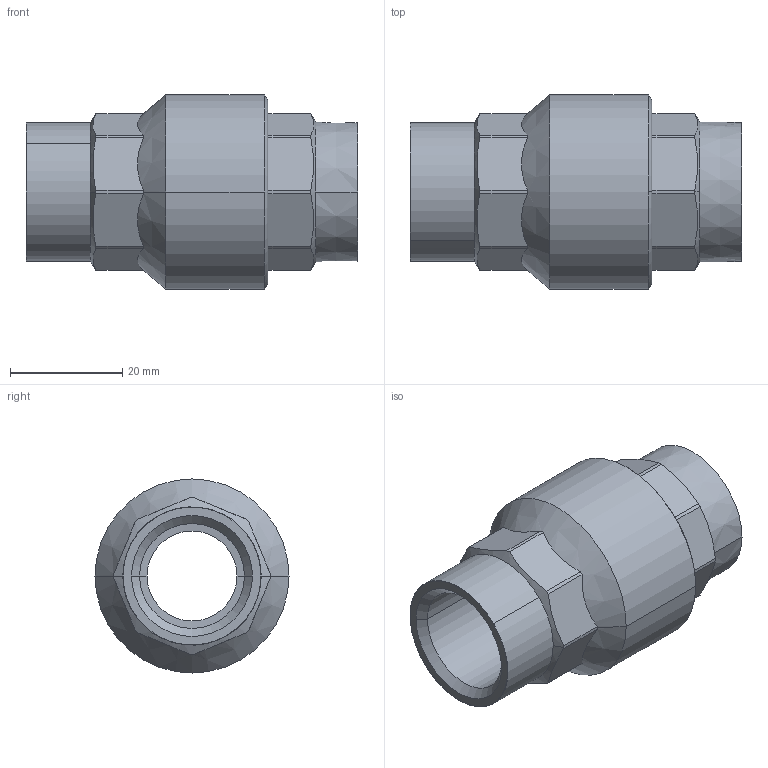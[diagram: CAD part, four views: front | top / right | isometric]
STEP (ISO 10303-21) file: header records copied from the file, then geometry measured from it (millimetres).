
FILE_DESCRIPTION(('Creo Elements/Direct Modeling STEP Export'),'2;1');
FILE_NAME('10000004.stp','2020-12-10T15:53:35',(''),(''),'Creo Elements/Direct Modeling STEP processor for AP214 (Solid Model)','Creo Elements/Direct Modeling 20.1A 29-Sep-2018 (C) Parametric Technology GmbH','');
FILE_SCHEMA(('AUTOMOTIVE_DESIGN { 1 0 10303 214 1 1 1 1 }'));
Length unit declared in the file: millimetre
Products named in the file (2): 10000004
Assembly tree (1 placements, depth 2):
  10000004
    10000004
Bounding box: 59 x 34.5 x 34.5 mm (x, y, z)
Volume: 24446.1 mm3; surface area: 9622.4 mm2
Topology: 1 solids, 2 shells, 71 faces, 184 edges, 118 vertices
Faces by surface type: cylinder 26, cone 22, plane 21, torus 2
Entity records: 3218 total; most frequent: CARTESIAN_POINT 1664, ORIENTED_EDGE 368, DIRECTION 248, EDGE_CURVE 184, VERTEX_POINT 118, AXIS2_PLACEMENT_3D 88, EDGE_LOOP 76, VECTOR 72
